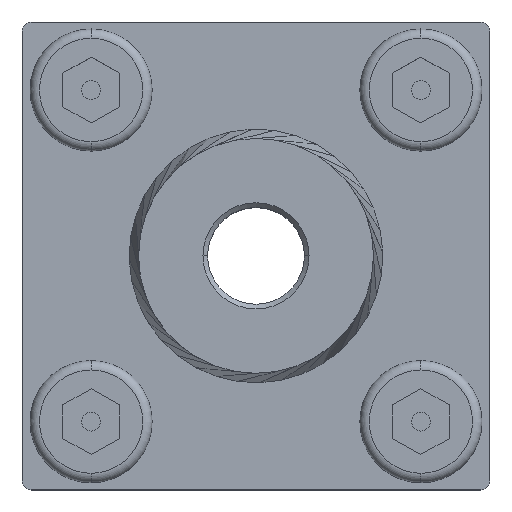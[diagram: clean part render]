
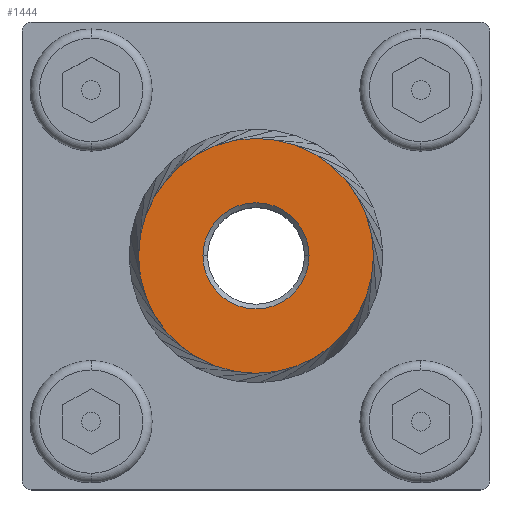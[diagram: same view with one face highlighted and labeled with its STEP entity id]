
A CAD part, top view. The second image highlights one B-rep face of the part: STEP entity #1444.
In plain terms, the highlighted planar face has unit normal (0, 0, 1).
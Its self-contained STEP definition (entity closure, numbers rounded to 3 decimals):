
#10 = AXIS2_PLACEMENT_3D ( 'NONE', #741, #1750, #399 ) ;
#21 = VERTEX_POINT ( 'NONE', #1922 ) ;
#45 = DIRECTION ( 'NONE',  ( 0., 0., 1. ) ) ;
#185 = ORIENTED_EDGE ( 'NONE', *, *, #2002, .T. ) ;
#230 = FACE_OUTER_BOUND ( 'NONE', #1428, .T. ) ;
#232 = VERTEX_POINT ( 'NONE', #1349 ) ;
#383 = CARTESIAN_POINT ( 'NONE',  ( 24.9, 24.9, 12.6 ) ) ;
#399 = DIRECTION ( 'NONE',  ( 1., 0., 0. ) ) ;
#409 = EDGE_CURVE ( 'NONE', #2160, #21, #1519, .T. ) ;
#416 = CARTESIAN_POINT ( 'NONE',  ( 24.9, 24.9, 12.6 ) ) ;
#443 = EDGE_LOOP ( 'NONE', ( #686, #630 ) ) ;
#630 = ORIENTED_EDGE ( 'NONE', *, *, #1025, .T. ) ;
#676 = DIRECTION ( 'NONE',  ( 0., 0., 1. ) ) ;
#686 = ORIENTED_EDGE ( 'NONE', *, *, #409, .T. ) ;
#741 = CARTESIAN_POINT ( 'NONE',  ( 24.9, 24.9, 12.6 ) ) ;
#750 = CARTESIAN_POINT ( 'NONE',  ( 32.916, 15.309, 12.6 ) ) ;
#881 = CARTESIAN_POINT ( 'NONE',  ( 30.55, 24.9, 12.6 ) ) ;
#954 = CIRCLE ( 'NONE', #10, 12.5 ) ;
#1006 = VERTEX_POINT ( 'NONE', #750 ) ;
#1025 = EDGE_CURVE ( 'NONE', #21, #2160, #2119, .T. ) ;
#1068 = DIRECTION ( 'NONE',  ( 1., 0., 0. ) ) ;
#1190 = AXIS2_PLACEMENT_3D ( 'NONE', #383, #45, #1068 ) ;
#1198 = FACE_BOUND ( 'NONE', #443, .T. ) ;
#1280 = DIRECTION ( 'NONE',  ( 1., 0., 0. ) ) ;
#1349 = CARTESIAN_POINT ( 'NONE',  ( 16.884, 34.491, 12.6 ) ) ;
#1428 = EDGE_LOOP ( 'NONE', ( #1576, #185 ) ) ;
#1444 = ADVANCED_FACE ( 'NONE', ( #1198, #230 ), #2075, .T. ) ;
#1519 = CIRCLE ( 'NONE', #1948, 5.65 ) ;
#1576 = ORIENTED_EDGE ( 'NONE', *, *, #1784, .T. ) ;
#1620 = DIRECTION ( 'NONE',  ( 1., 0., 0. ) ) ;
#1668 = AXIS2_PLACEMENT_3D ( 'NONE', #2037, #676, #1867 ) ;
#1750 = DIRECTION ( 'NONE',  ( 0., 0., 1. ) ) ;
#1773 = DIRECTION ( 'NONE',  ( 0., 0., -1. ) ) ;
#1784 = EDGE_CURVE ( 'NONE', #232, #1006, #2022, .T. ) ;
#1867 = DIRECTION ( 'NONE',  ( 1., 0., 0. ) ) ;
#1922 = CARTESIAN_POINT ( 'NONE',  ( 19.25, 24.9, 12.6 ) ) ;
#1948 = AXIS2_PLACEMENT_3D ( 'NONE', #416, #1773, #1280 ) ;
#2002 = EDGE_CURVE ( 'NONE', #1006, #232, #954, .T. ) ;
#2022 = CIRCLE ( 'NONE', #1668, 12.5 ) ;
#2037 = CARTESIAN_POINT ( 'NONE',  ( 24.9, 24.9, 12.6 ) ) ;
#2075 = PLANE ( 'NONE',  #1190 ) ;
#2095 = AXIS2_PLACEMENT_3D ( 'NONE', #2143, #2127, #1620 ) ;
#2119 = CIRCLE ( 'NONE', #2095, 5.65 ) ;
#2127 = DIRECTION ( 'NONE',  ( 0., 0., -1. ) ) ;
#2143 = CARTESIAN_POINT ( 'NONE',  ( 24.9, 24.9, 12.6 ) ) ;
#2160 = VERTEX_POINT ( 'NONE', #881 ) ;
